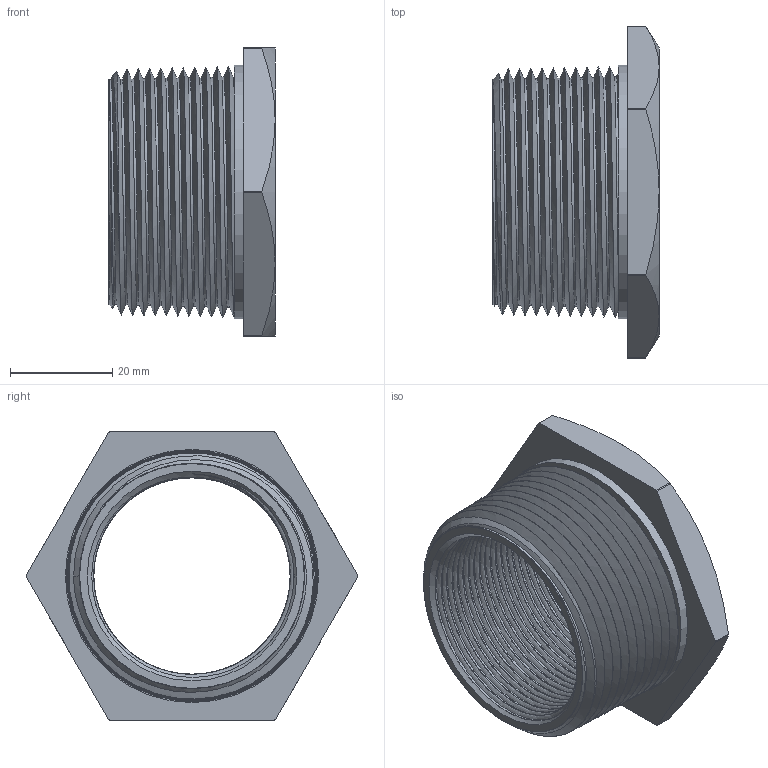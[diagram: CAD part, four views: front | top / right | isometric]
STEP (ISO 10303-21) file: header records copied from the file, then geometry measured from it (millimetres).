
FILE_DESCRIPTION(/* description */ ('Adapter Metall Ex NPT 1 1/2" / M40x1,5'),/* implementation_level */ '2;1');
FILE_NAME(/* name */ 'RX741279-RST.stp',/* time_stamp */ '2023-03-29T08:08:29+02:00',/* author */ ('sl'),/* organization */ (''),/* preprocessor_version */ 'ST-DEVELOPER v16.5',/* originating_system */ 'Autodesk Inventor 2017',/* authorisation */ '');
FILE_SCHEMA (('AUTOMOTIVE_DESIGN { 1 0 10303 214 3 1 1 }'));
Length unit declared in the file: millimetre
Products named in the file (1): Adapter-Ex-01-BT-0001-RX741279
Bounding box: 32.56 x 65 x 56.4 mm (x, y, z)
Volume: 21510.5 mm3; surface area: 23373.2 mm2
Topology: 1 solids, 1 shells, 36 faces, 90 edges, 58 vertices
Faces by surface type: cone 11, plane 10, cylinder 9, bspline 6
Full cylindrical faces by diameter (mm): 49.58 x1
Entity records: 8538 total; most frequent: CARTESIAN_POINT 7726, ORIENTED_EDGE 160, DIRECTION 140, EDGE_CURVE 80, AXIS2_PLACEMENT_3D 61, VERTEX_POINT 53, EDGE_LOOP 43, STYLED_ITEM 36
